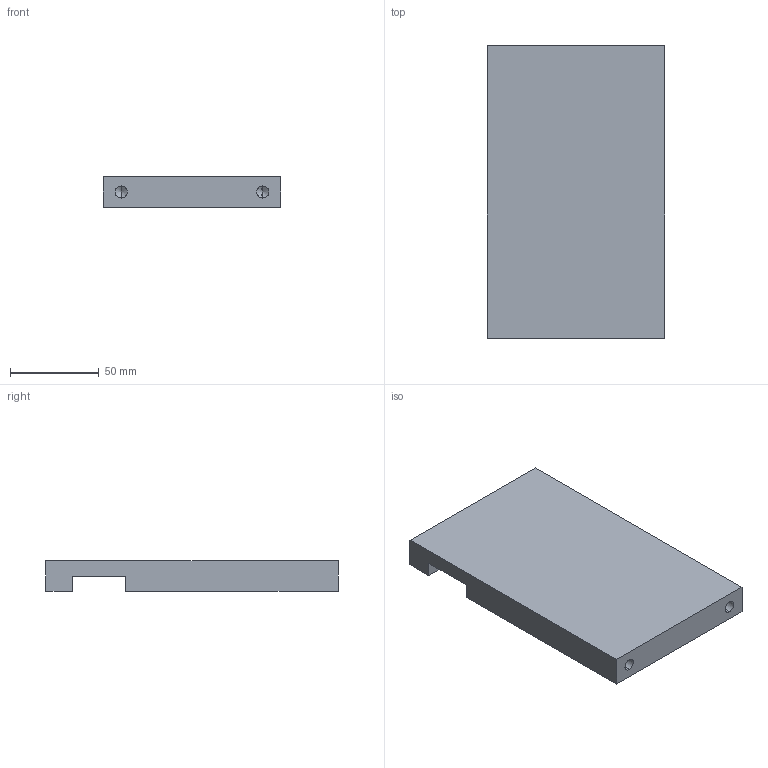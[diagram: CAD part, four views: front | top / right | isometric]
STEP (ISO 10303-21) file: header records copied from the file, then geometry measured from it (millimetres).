
FILE_DESCRIPTION (( 'STEP AP214' ), '1' );
FILE_NAME ('Support bras.STEP', '2021-08-18T15:09:03', ( '' ), ( '' ), 'SwSTEP 2.0', 'SolidWorks 2014', '' );
FILE_SCHEMA (( 'AUTOMOTIVE_DESIGN' ));
Length unit declared in the file: millimetre
Products named in the file (1): Support bras
Bounding box: 100 x 165 x 17 mm (x, y, z)
Volume: 251657.3 mm3; surface area: 44918.3 mm2
Topology: 1 solids, 1 shells, 26 faces, 76 edges, 44 vertices
Faces by surface type: plane 10, cylinder 8, cone 8
Entity records: 842 total; most frequent: DIRECTION 142, CARTESIAN_POINT 139, ORIENTED_EDGE 136, EDGE_CURVE 68, LINE 48, VECTOR 48, AXIS2_PLACEMENT_3D 47, VERTEX_POINT 44
